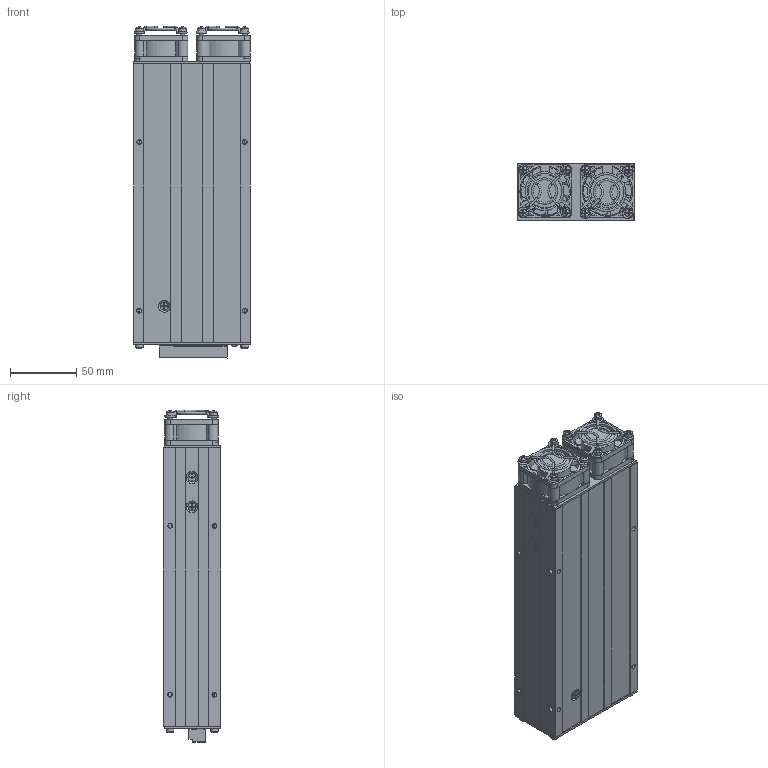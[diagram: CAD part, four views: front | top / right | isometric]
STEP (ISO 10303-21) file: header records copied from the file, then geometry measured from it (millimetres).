
FILE_DESCRIPTION(('WN8'),'2;1');
FILE_NAME('WP8 generic 6-21-11.stp','2011-06-21T14:01:44',('JDietsch'),('Acopian Technical Company'),'Autodesk Inventor 2011','Autodesk Inventor 2011','Jdietsch');
FILE_SCHEMA(('CONFIG_CONTROL_DESIGN'));
Length unit declared in the file: inch
Products named in the file (29): WP8 generic all.iam (WN8); E200-44 EXTRUSION 3.5 NS HOUSING; E200-29, SCREEN N8; WN8 BOARD AND CONNECTOR.iam (10pin); WN8 BOARD; header_5.08mm_10pl_90; HEADER 9 PLC 2MM; TO-247; TO-220; WN8-F DAUGHTER BOARD; WN8-F; E4500-9; WN8-C DAUGHTER BOARD; WN8-C; RES TRIM 50K 15TURN; HEADER SOCKET 2MM 9 PLC; E4500-8; E4500-7; E4500-4; E4500-23_7_inv_flanged; Cross Recessed Fillister Head Tapping Screw - Type F - Type I No. 6 - 32 - 1/2; Cross Recessed Flat Countersunk Head Tapping Screw - Type C - Type I - Inch 6-32 UNC - 0.375; E4500-2 COVER, WN8 REAR - 2 FAN; Fan 12V 40x20; FAN GUARD 40mm; Cross Recessed Fillister Head Tapping Screw - Type B - Type I No. 6 - 20 - 1; E4500-1 WN8, COVER FRONT; LOGO CLEAR; plug_5.08mm_10pl
Assembly tree (57 placements, depth 4):
  WP8 generic all.iam (WN8)
    E200-44 EXTRUSION 3.5 NS HOUSING
    E200-29, SCREEN N8
    WN8 BOARD AND CONNECTOR.iam (10pin)
      WN8 BOARD
      header_5.08mm_10pl_90
      HEADER 9 PLC 2MM  x3
      TO-247  x2
      TO-220  x4
      WN8-F DAUGHTER BOARD
        WN8-F
        E4500-9
      WN8-C DAUGHTER BOARD
        WN8-C
        RES TRIM 50K 15TURN
        HEADER SOCKET 2MM 9 PLC  x3
      E4500-8
      E4500-7
      E4500-4
      E4500-23_7_inv_flanged
    Cross Recessed Fillister Head Tapping Screw - Type F - Type I No. 6 - 32 - 1/2  x8
    Cross Recessed Flat Countersunk Head Tapping Screw - Type C - Type I - Inch 6-32 UNC - 0.375  x6
    E4500-2 COVER, WN8 REAR - 2 FAN
    Fan 12V 40x20  x2
    FAN GUARD 40mm  x2
    Cross Recessed Fillister Head Tapping Screw - Type B - Type I No. 6 - 20 - 1  x8
    E4500-1 WN8, COVER FRONT
    LOGO CLEAR
    plug_5.08mm_10pl
Bounding box: 87.63 x 43.18 x 249.71 mm (x, y, z)
Volume: 317637.5 mm3; surface area: 259275.4 mm2
Topology: 60 solids, 60 shells, 6157 faces, 16578 edges, 10830 vertices
Faces by surface type: plane 4157, bspline 799, cylinder 778, cone 254, torus 135, sphere 34
Full cylindrical faces by diameter (mm): 0.432 x12, 0.508 x9, 0.635 x1, 0.762 x14, 0.813 x24, 1.067 x58, 1.27 x13, 1.397 x6, 1.524 x16, 2.159 x1, 2.286 x1, 2.642 x11, 2.778 x4, 3.5 x8, 3.505 x22, 3.607 x9, 3.658 x6, 3.9 x10, 3.969 x1, 4.2 x10, 4.366 x8, 4.445 x1, 5.159 x1, 5.74 x16, 6.045 x6, 7.366 x1, 16.256 x3, 25 x2, 30.48 x2, 36.513 x2
Entity records: 141832 total; most frequent: CARTESIAN_POINT 37553, ORIENTED_EDGE 22456, DIRECTION 17916, EDGE_CURVE 11228, VECTOR 8166, LINE 8166, VERTEX_POINT 7556, EDGE_LOOP 5315
